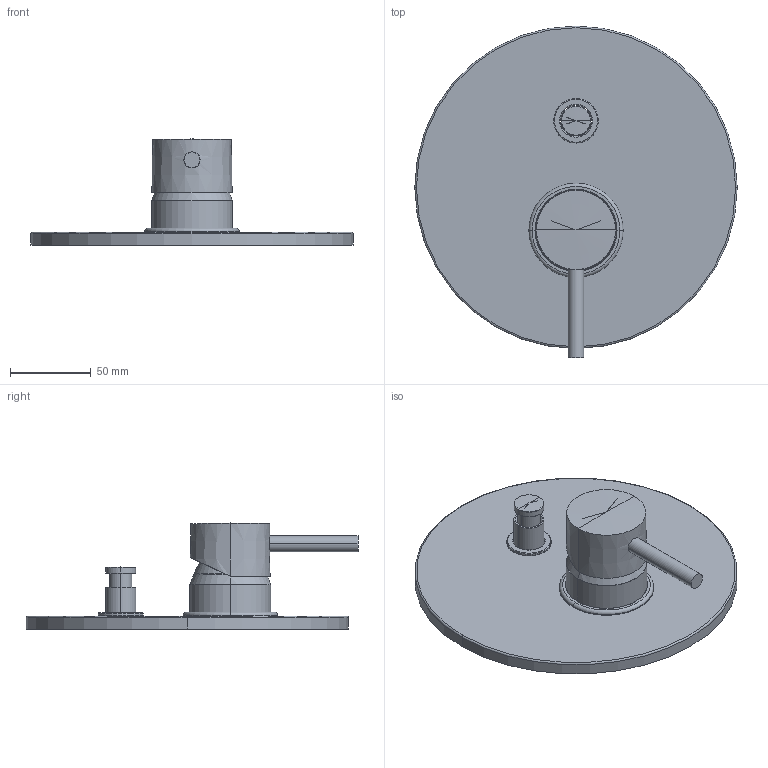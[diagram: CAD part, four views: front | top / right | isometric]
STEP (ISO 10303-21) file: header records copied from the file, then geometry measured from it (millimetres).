
FILE_DESCRIPTION((''),'2;1');
FILE_NAME('BI015CR','2021-04-30T10:50:40',('ut3'),('PAFFONI SpA'),'CREO PARAMETRIC BY PTC INC, 2020044','CREO PARAMETRIC BY PTC INC, 2020044','');
FILE_SCHEMA(('CONFIG_CONTROL_DESIGN','SHAPE_APPEARANCE_LAYERS_GROUPS'));
Length unit declared in the file: millimetre
Products named in the file (1): BI015CR
Bounding box: 200 x 205.97 x 65.8 mm (x, y, z)
Volume: 201605 mm3; surface area: 139283.6 mm2
Topology: 5 solids, 5 shells, 950 faces, 2545 edges, 1610 vertices
Faces by surface type: plane 544, cylinder 240, torus 97, cone 47, bspline 16, sphere 6
Entity records: 43346 total; most frequent: CARTESIAN_POINT 12985, ORIENTED_EDGE 5062, DIRECTION 4787, EDGE_CURVE 2531, AXIS2_PLACEMENT_3D 1694, VERTEX_POINT 1610, VECTOR 1399, LINE 1399
